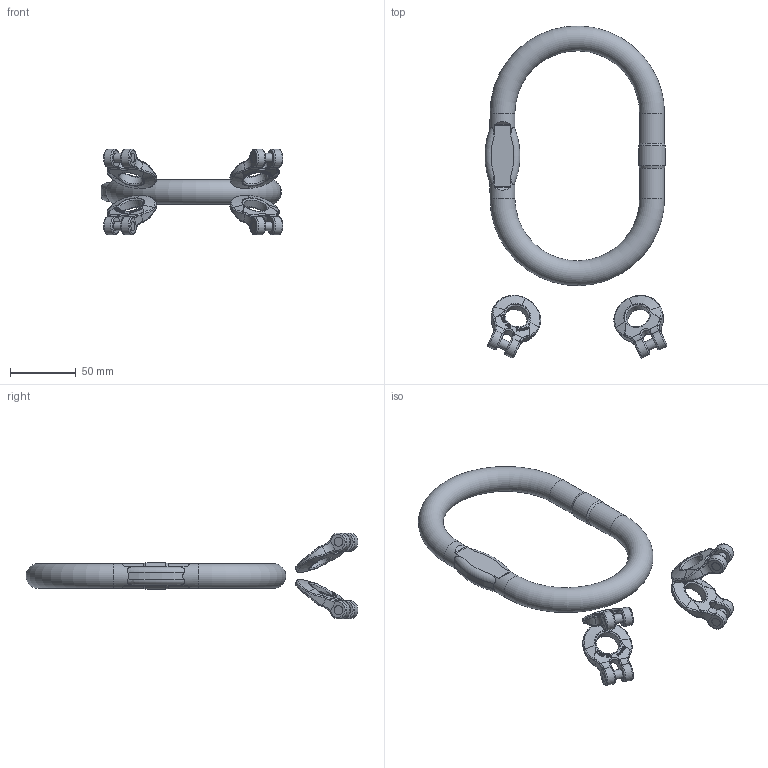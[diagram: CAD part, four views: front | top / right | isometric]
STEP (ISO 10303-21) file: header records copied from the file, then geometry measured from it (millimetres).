
FILE_DESCRIPTION(/* description */ (''),/* implementation_level */ '2;1');
FILE_NAME(/* name */ 'pewag_KMGW_4-6',/* time_stamp */ '2010-03-02T10:27:26+01:00',/* author */ (''),/* organization */ (''),/* preprocessor_version */ 'ST-DEVELOPER v9',/* originating_system */ 'UGS - NX 4.0',/* authorisation */ '');
FILE_SCHEMA (('AUTOMOTIVE_DESIGN { 1 0 10303 214 1 1 1 1 }'));
Length unit declared in the file: millimetre
Products named in the file (1): rit707Bn4qf
Bounding box: 138.62 x 252.94 x 65.47 mm (x, y, z)
Volume: 173020.7 mm3; surface area: 47886.6 mm2
Topology: 9 solids, 9 shells, 1117 faces, 2937 edges, 1904 vertices
Faces by surface type: plane 414, extrusion 404, bspline 128, torus 102, cylinder 67, cone 2
Full cylindrical faces by diameter (mm): 7 x12, 18 x4, 19 x4, 20.425 x1
Entity records: 41003 total; most frequent: CARTESIAN_POINT 16562, ORIENTED_EDGE 5784, DIRECTION 3404, EDGE_CURVE 2892, VERTEX_POINT 1892, B_SPLINE_CURVE_WITH_KNOTS 1836, VECTOR 1496, EDGE_LOOP 1242
